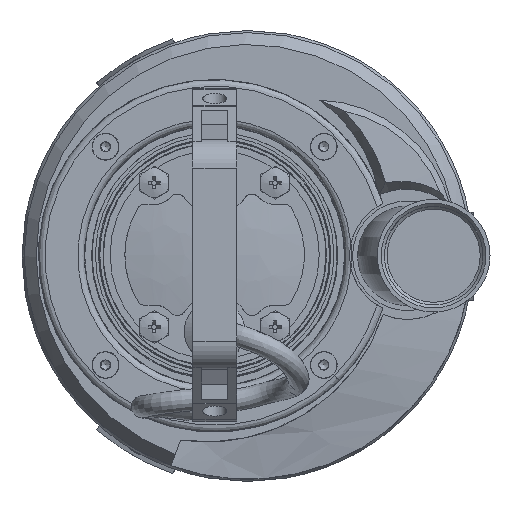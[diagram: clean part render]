
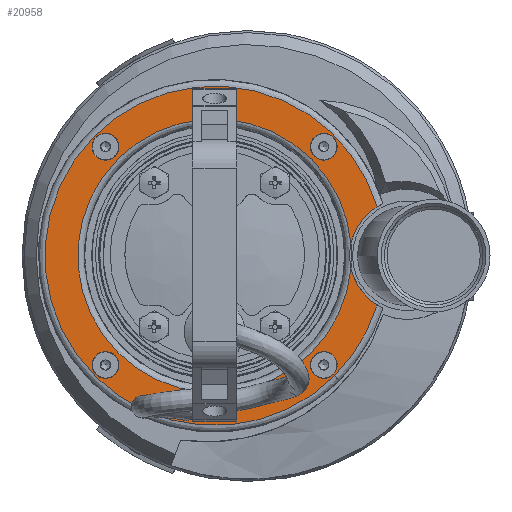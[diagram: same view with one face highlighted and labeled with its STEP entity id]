
A CAD part, top view. The second image highlights one B-rep face of the part: STEP entity #20958.
In plain terms, the highlighted planar face has unit normal (0, 0, 1).
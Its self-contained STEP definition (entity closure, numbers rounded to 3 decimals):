
#20292=CARTESIAN_POINT('',(44.194,-44.194,98.6));
#20293=VERTEX_POINT('',#20292);
#20301=CARTESIAN_POINT('',(62.25,-5.589,98.6));
#20302=VERTEX_POINT('',#20301);
#20303=CARTESIAN_POINT('',(0.,0.,98.6));
#20304=DIRECTION('',(0.0,0.0,1.));
#20305=DIRECTION('',(0.707,-0.707,0.0));
#20306=AXIS2_PLACEMENT_3D('',#20303,#20304,#20305);
#20307=CIRCLE('',#20306,62.5);
#20308=EDGE_CURVE('',#20293,#20302,#20307,.T.);
#20310=CARTESIAN_POINT('',(62.25,5.589,98.6));
#20311=VERTEX_POINT('',#20310);
#20325=CARTESIAN_POINT('',(0.,0.,98.6));
#20326=DIRECTION('',(0.0,0.0,1.));
#20327=DIRECTION('',(0.707,-0.707,0.0));
#20328=AXIS2_PLACEMENT_3D('',#20325,#20326,#20327);
#20329=CIRCLE('',#20328,62.5);
#20330=EDGE_CURVE('',#20311,#20293,#20329,.T.);
#20371=CARTESIAN_POINT('',(74.181,22.436,98.6));
#20372=VERTEX_POINT('',#20371);
#20373=CARTESIAN_POINT('',(54.801,-54.801,98.6));
#20374=VERTEX_POINT('',#20373);
#20375=CARTESIAN_POINT('',(0.,0.,98.6));
#20376=DIRECTION('',(0.0,0.0,1.));
#20377=DIRECTION('',(0.707,-0.707,0.0));
#20378=AXIS2_PLACEMENT_3D('',#20375,#20376,#20377);
#20379=CIRCLE('',#20378,77.5);
#20380=EDGE_CURVE('',#20372,#20374,#20379,.T.);
#20443=CARTESIAN_POINT('',(74.181,-22.436,98.6));
#20444=VERTEX_POINT('',#20443);
#20458=CARTESIAN_POINT('',(0.,0.,98.6));
#20459=DIRECTION('',(0.0,0.0,1.));
#20460=DIRECTION('',(0.707,-0.707,0.0));
#20461=AXIS2_PLACEMENT_3D('',#20458,#20459,#20460);
#20462=CIRCLE('',#20461,77.5);
#20463=EDGE_CURVE('',#20374,#20444,#20462,.T.);
#20547=CARTESIAN_POINT('',(54.189,-54.189,98.6));
#20548=VERTEX_POINT('',#20547);
#20549=CARTESIAN_POINT('',(45.513,-45.513,98.6));
#20550=VERTEX_POINT('',#20549);
#20551=CARTESIAN_POINT('',(49.851,-49.851,98.6));
#20552=DIRECTION('',(0.0,0.0,1.));
#20553=DIRECTION('',(0.707,-0.707,0.0));
#20554=AXIS2_PLACEMENT_3D('',#20551,#20552,#20553);
#20555=CIRCLE('',#20554,6.134);
#20556=EDGE_CURVE('',#20548,#20550,#20555,.T.);
#20558=CARTESIAN_POINT('',(49.851,-49.851,98.6));
#20559=DIRECTION('',(0.0,0.0,1.));
#20560=DIRECTION('',(0.707,-0.707,0.0));
#20561=AXIS2_PLACEMENT_3D('',#20558,#20559,#20560);
#20562=CIRCLE('',#20561,6.134);
#20563=EDGE_CURVE('',#20550,#20548,#20562,.T.);
#20646=CARTESIAN_POINT('',(-54.189,-54.189,98.6));
#20647=VERTEX_POINT('',#20646);
#20648=CARTESIAN_POINT('',(-45.514,-45.513,98.6));
#20649=VERTEX_POINT('',#20648);
#20650=CARTESIAN_POINT('',(-49.851,-49.851,98.6));
#20651=DIRECTION('',(0.0,0.0,1.0));
#20652=DIRECTION('',(-0.707,-0.707,0.0));
#20653=AXIS2_PLACEMENT_3D('',#20650,#20651,#20652);
#20654=CIRCLE('',#20653,6.134);
#20655=EDGE_CURVE('',#20647,#20649,#20654,.T.);
#20657=CARTESIAN_POINT('',(-49.851,-49.851,98.6));
#20658=DIRECTION('',(0.0,0.0,1.0));
#20659=DIRECTION('',(-0.707,-0.707,0.0));
#20660=AXIS2_PLACEMENT_3D('',#20657,#20658,#20659);
#20661=CIRCLE('',#20660,6.134);
#20662=EDGE_CURVE('',#20649,#20647,#20661,.T.);
#20745=CARTESIAN_POINT('',(-54.189,54.189,98.6));
#20746=VERTEX_POINT('',#20745);
#20747=CARTESIAN_POINT('',(-45.514,45.513,98.6));
#20748=VERTEX_POINT('',#20747);
#20749=CARTESIAN_POINT('',(-49.851,49.851,98.6));
#20750=DIRECTION('',(0.0,0.0,1.0));
#20751=DIRECTION('',(-0.707,0.707,0.0));
#20752=AXIS2_PLACEMENT_3D('',#20749,#20750,#20751);
#20753=CIRCLE('',#20752,6.134);
#20754=EDGE_CURVE('',#20746,#20748,#20753,.T.);
#20756=CARTESIAN_POINT('',(-49.851,49.851,98.6));
#20757=DIRECTION('',(0.0,0.0,1.0));
#20758=DIRECTION('',(-0.707,0.707,0.0));
#20759=AXIS2_PLACEMENT_3D('',#20756,#20757,#20758);
#20760=CIRCLE('',#20759,6.134);
#20761=EDGE_CURVE('',#20748,#20746,#20760,.T.);
#20844=CARTESIAN_POINT('',(54.189,54.189,98.6));
#20845=VERTEX_POINT('',#20844);
#20846=CARTESIAN_POINT('',(45.513,45.513,98.6));
#20847=VERTEX_POINT('',#20846);
#20848=CARTESIAN_POINT('',(49.851,49.851,98.6));
#20849=DIRECTION('',(0.0,0.0,1.));
#20850=DIRECTION('',(0.707,0.707,0.0));
#20851=AXIS2_PLACEMENT_3D('',#20848,#20849,#20850);
#20852=CIRCLE('',#20851,6.134);
#20853=EDGE_CURVE('',#20845,#20847,#20852,.T.);
#20855=CARTESIAN_POINT('',(49.851,49.851,98.6));
#20856=DIRECTION('',(0.0,0.0,1.));
#20857=DIRECTION('',(0.707,0.707,0.0));
#20858=AXIS2_PLACEMENT_3D('',#20855,#20856,#20857);
#20859=CIRCLE('',#20858,6.134);
#20860=EDGE_CURVE('',#20847,#20845,#20859,.T.);
#20917=CARTESIAN_POINT('',(-109.631,0.,98.6));
#20918=DIRECTION('',(0.0,0.0,-1.0));
#20919=DIRECTION('',(0.707,0.707,0.0));
#20920=AXIS2_PLACEMENT_3D('',#20917,#20918,#20919);
#20921=PLANE('',#20920);
#20922=ORIENTED_EDGE('',*,*,#20330,.F.);
#20923=CARTESIAN_POINT('',(88.,0.,98.6));
#20924=DIRECTION('',(0.0,0.0,-1.));
#20925=DIRECTION('',(0.999,-0.051,0.0));
#20926=AXIS2_PLACEMENT_3D('',#20923,#20924,#20925);
#20927=CIRCLE('',#20926,26.35);
#20928=EDGE_CURVE('',#20311,#20372,#20927,.T.);
#20929=ORIENTED_EDGE('',*,*,#20928,.T.);
#20930=ORIENTED_EDGE('',*,*,#20380,.T.);
#20931=ORIENTED_EDGE('',*,*,#20463,.T.);
#20932=CARTESIAN_POINT('',(88.,0.,98.6));
#20933=DIRECTION('',(0.0,0.0,-1.));
#20934=DIRECTION('',(0.999,-0.051,0.0));
#20935=AXIS2_PLACEMENT_3D('',#20932,#20933,#20934);
#20936=CIRCLE('',#20935,26.35);
#20937=EDGE_CURVE('',#20444,#20302,#20936,.T.);
#20938=ORIENTED_EDGE('',*,*,#20937,.T.);
#20939=ORIENTED_EDGE('',*,*,#20308,.F.);
#20940=EDGE_LOOP('',(#20922,#20929,#20930,#20931,#20938,#20939));
#20941=FACE_OUTER_BOUND('',#20940,.T.);
#20942=ORIENTED_EDGE('',*,*,#20662,.F.);
#20943=ORIENTED_EDGE('',*,*,#20655,.F.);
#20944=EDGE_LOOP('',(#20942,#20943));
#20945=FACE_BOUND('',#20944,.T.);
#20946=ORIENTED_EDGE('',*,*,#20761,.F.);
#20947=ORIENTED_EDGE('',*,*,#20754,.F.);
#20948=EDGE_LOOP('',(#20946,#20947));
#20949=FACE_BOUND('',#20948,.T.);
#20950=ORIENTED_EDGE('',*,*,#20860,.F.);
#20951=ORIENTED_EDGE('',*,*,#20853,.F.);
#20952=EDGE_LOOP('',(#20950,#20951));
#20953=FACE_BOUND('',#20952,.T.);
#20954=ORIENTED_EDGE('',*,*,#20563,.F.);
#20955=ORIENTED_EDGE('',*,*,#20556,.F.);
#20956=EDGE_LOOP('',(#20954,#20955));
#20957=FACE_BOUND('',#20956,.T.);
#20958=ADVANCED_FACE('',(#20941,#20945,#20949,#20953,#20957),#20921,.F.);
